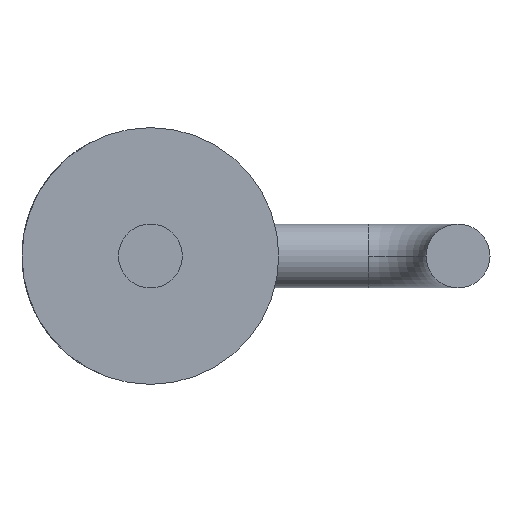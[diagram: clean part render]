
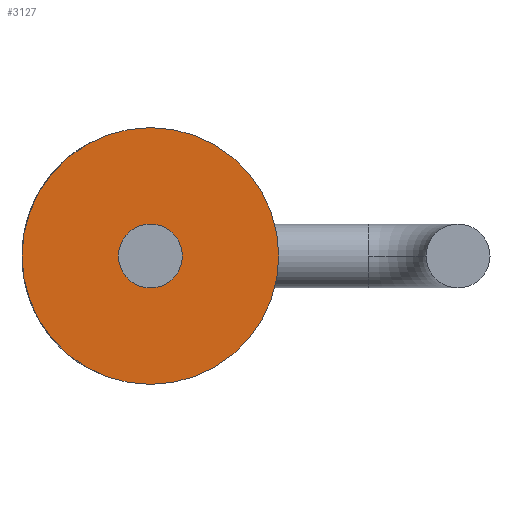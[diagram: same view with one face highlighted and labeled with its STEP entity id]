
A CAD part, front view. The second image highlights one B-rep face of the part: STEP entity #3127.
In plain terms, the highlighted planar face has unit normal (0, -1, 0).
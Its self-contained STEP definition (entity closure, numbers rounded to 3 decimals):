
#175 = PLANE ( 'NONE',  #3370 ) ;
#218 = EDGE_CURVE ( 'NONE', #2001, #3693, #283, .T. ) ;
#239 = EDGE_CURVE ( 'NONE', #1476, #1869, #1712, .T. ) ;
#283 = CIRCLE ( 'NONE', #1269, 0.66 ) ;
#366 = CARTESIAN_POINT ( 'NONE',  ( 0., 2., 0. ) ) ;
#376 = DIRECTION ( 'NONE',  ( 0., 0., 1. ) ) ;
#398 = CARTESIAN_POINT ( 'NONE',  ( 0., 2., 0. ) ) ;
#426 = AXIS2_PLACEMENT_3D ( 'NONE', #366, #3639, #823 ) ;
#684 = CARTESIAN_POINT ( 'NONE',  ( 0., 2., 0. ) ) ;
#779 = ORIENTED_EDGE ( 'NONE', *, *, #1753, .F. ) ;
#823 = DIRECTION ( 'NONE',  ( 0., 0., 1. ) ) ;
#942 = DIRECTION ( 'NONE',  ( 0., 0., 1. ) ) ;
#999 = CARTESIAN_POINT ( 'NONE',  ( 0., 2., 0. ) ) ;
#1074 = CARTESIAN_POINT ( 'NONE',  ( 0., 2., 0. ) ) ;
#1269 = AXIS2_PLACEMENT_3D ( 'NONE', #999, #4125, #942 ) ;
#1411 = AXIS2_PLACEMENT_3D ( 'NONE', #684, #2130, #1820 ) ;
#1420 = CIRCLE ( 'NONE', #426, 2.65 ) ;
#1427 = EDGE_CURVE ( 'NONE', #3693, #2001, #2850, .T. ) ;
#1443 = ORIENTED_EDGE ( 'NONE', *, *, #239, .F. ) ;
#1476 = VERTEX_POINT ( 'NONE', #2896 ) ;
#1712 = CIRCLE ( 'NONE', #4135, 2.65 ) ;
#1732 = DIRECTION ( 'NONE',  ( 0., 1., 0. ) ) ;
#1753 = EDGE_CURVE ( 'NONE', #1869, #1476, #1420, .T. ) ;
#1820 = DIRECTION ( 'NONE',  ( 0., 0., 1. ) ) ;
#1869 = VERTEX_POINT ( 'NONE', #2700 ) ;
#1968 = FACE_BOUND ( 'NONE', #2532, .T. ) ;
#2001 = VERTEX_POINT ( 'NONE', #2281 ) ;
#2130 = DIRECTION ( 'NONE',  ( 0., -1., 0. ) ) ;
#2222 = DIRECTION ( 'NONE',  ( 0., 1., 0. ) ) ;
#2281 = CARTESIAN_POINT ( 'NONE',  ( 0.66, 2., 0. ) ) ;
#2532 = EDGE_LOOP ( 'NONE', ( #4411, #4255 ) ) ;
#2700 = CARTESIAN_POINT ( 'NONE',  ( 0., 2., -2.65 ) ) ;
#2850 = CIRCLE ( 'NONE', #1411, 0.66 ) ;
#2896 = CARTESIAN_POINT ( 'NONE',  ( 0., 2., 2.65 ) ) ;
#3127 = ADVANCED_FACE ( 'NONE', ( #1968, #3770 ), #175, .F. ) ;
#3370 = AXIS2_PLACEMENT_3D ( 'NONE', #1074, #1732, #3974 ) ;
#3639 = DIRECTION ( 'NONE',  ( 0., 1., 0. ) ) ;
#3693 = VERTEX_POINT ( 'NONE', #3991 ) ;
#3770 = FACE_OUTER_BOUND ( 'NONE', #4018, .T. ) ;
#3974 = DIRECTION ( 'NONE',  ( 0., 0., 1. ) ) ;
#3991 = CARTESIAN_POINT ( 'NONE',  ( -0.66, 2., 0. ) ) ;
#4018 = EDGE_LOOP ( 'NONE', ( #779, #1443 ) ) ;
#4125 = DIRECTION ( 'NONE',  ( 0., -1., 0. ) ) ;
#4135 = AXIS2_PLACEMENT_3D ( 'NONE', #398, #2222, #376 ) ;
#4255 = ORIENTED_EDGE ( 'NONE', *, *, #1427, .F. ) ;
#4411 = ORIENTED_EDGE ( 'NONE', *, *, #218, .F. ) ;
